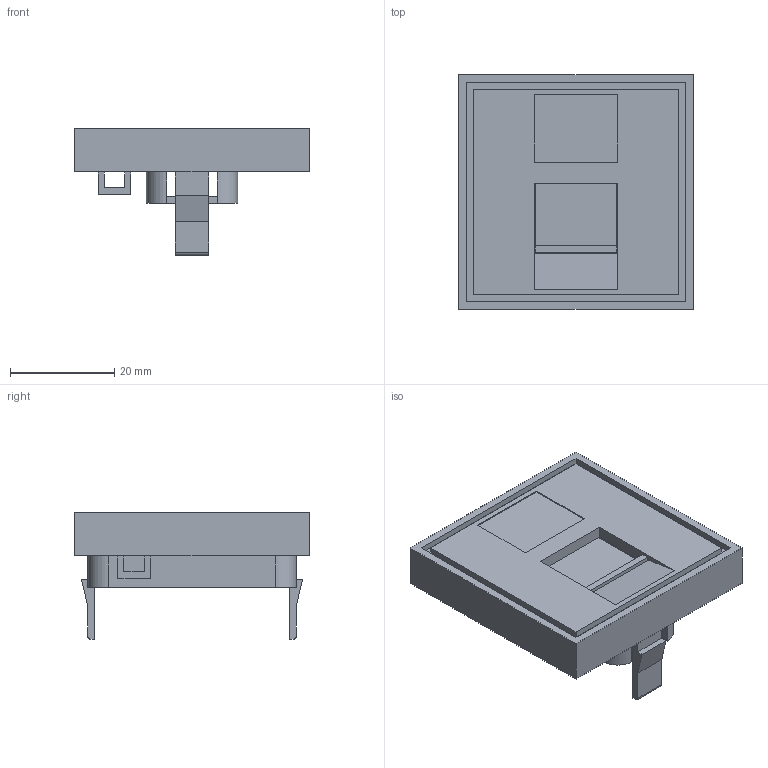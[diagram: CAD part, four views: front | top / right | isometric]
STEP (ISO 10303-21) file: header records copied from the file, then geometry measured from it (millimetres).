
FILE_DESCRIPTION (( 'STEP AP203' ), '1' );
FILE_NAME ('CS6-12 ITK Âñòàâêà 45õ45 ìì, äëÿ 1 ìîä. Keystone Jack.STEP', '2016-09-29T06:52:34', ( '' ), ( '' ), 'SwSTEP 2.0', 'SolidWorks 2014', '' );
FILE_SCHEMA (( 'CONFIG_CONTROL_DESIGN' ));
Length unit declared in the file: millimetre
Products named in the file (2): CS6-12 ITK Âñòàâêà 45õ45 ìì, äëÿ 1 ìîä. Keystone Jack
Bounding box: 45 x 45 x 24.3 mm (x, y, z)
Volume: 8862.4 mm3; surface area: 11797.7 mm2
Topology: 1 solids, 1 shells, 109 faces, 309 edges, 204 vertices
Faces by surface type: plane 99, cylinder 10
Entity records: 3658 total; most frequent: CARTESIAN_POINT 624, ORIENTED_EDGE 618, DIRECTION 555, EDGE_CURVE 309, LINE 285, VECTOR 285, VERTEX_POINT 204, AXIS2_PLACEMENT_3D 135
